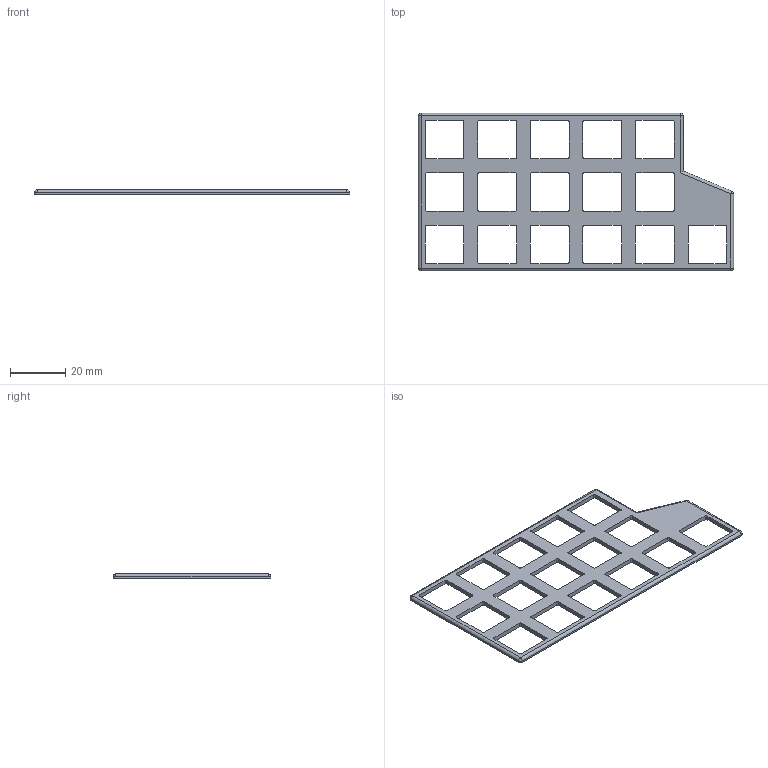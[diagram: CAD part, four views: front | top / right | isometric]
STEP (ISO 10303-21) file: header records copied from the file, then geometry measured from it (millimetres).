
FILE_DESCRIPTION(/* description */ (''),/* implementation_level */ '2;1');
FILE_NAME(/* name */ 'FreePad V2 PLATE.step',/* time_stamp */ '2025-08-29T21:56:23+01:00',/* author */ (''),/* organization */ (''),/* preprocessor_version */ 'ST-DEVELOPER v20.1',/* originating_system */ 'Autodesk Translation Framework v14.10.0.0',/* authorisation */ '');
FILE_SCHEMA (('AUTOMOTIVE_DESIGN { 1 0 10303 214 3 1 1 }'));
Length unit declared in the file: millimetre
Products named in the file (1): 2025-08-29-17-22-20-824
Bounding box: 114.3 x 57.15 x 1.6 mm (x, y, z)
Volume: 4641.2 mm3; surface area: 7694.4 mm2
Topology: 1 solids, 1 shells, 152 faces, 434 edges, 284 vertices
Faces by surface type: cylinder 75, plane 72, sphere 5
Entity records: 5083 total; most frequent: DIRECTION 889, CARTESIAN_POINT 871, ORIENTED_EDGE 868, EDGE_CURVE 434, AXIS2_PLACEMENT_3D 302, LINE 285, VECTOR 285, VERTEX_POINT 284
